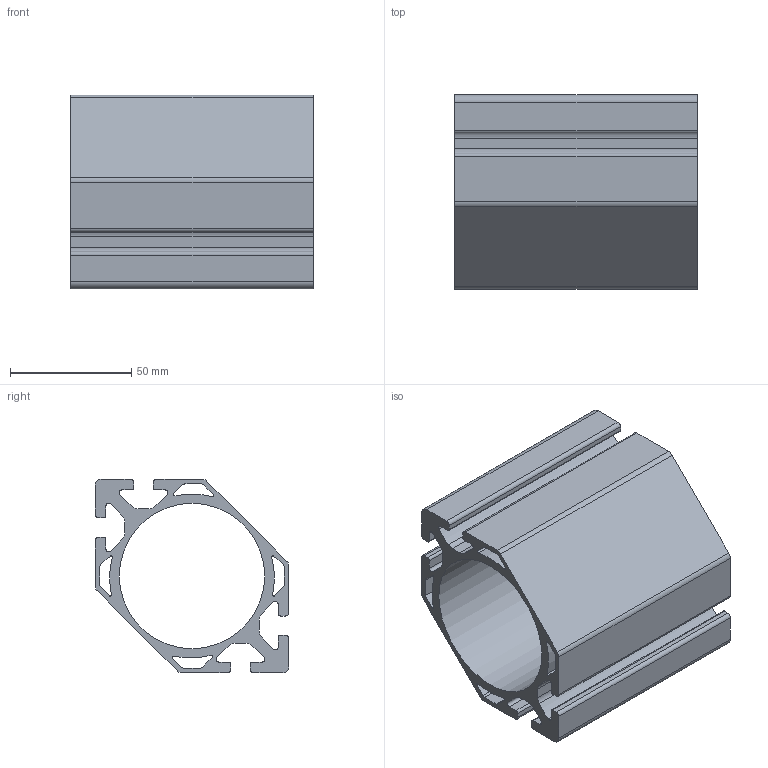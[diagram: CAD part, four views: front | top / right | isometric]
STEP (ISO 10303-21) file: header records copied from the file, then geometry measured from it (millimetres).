
FILE_DESCRIPTION(('STEP AP203'),'1');
FILE_NAME('BASE08E0239.stp','2023-10-02T12:20:33',(' '),(' '),'Spatial InterOp 3D',' ',' ');
FILE_SCHEMA(('CONFIG_CONTROL_DESIGN'));
Length unit declared in the file: millimetre
Products named in the file (1): Profilé 8 80x80-45° D60
Bounding box: 100 x 80 x 80 mm (x, y, z)
Volume: 151792 mm3; surface area: 79760.6 mm2
Topology: 1 solids, 1 shells, 109 faces, 322 edges, 215 vertices
Faces by surface type: cylinder 65, plane 44
Full cylindrical faces by diameter (mm): 60 x1
Entity records: 3822 total; most frequent: DIRECTION 670, CARTESIAN_POINT 644, ORIENTED_EDGE 640, EDGE_CURVE 320, AXIS2_PLACEMENT_3D 240, VERTEX_POINT 214, LINE 190, VECTOR 190
